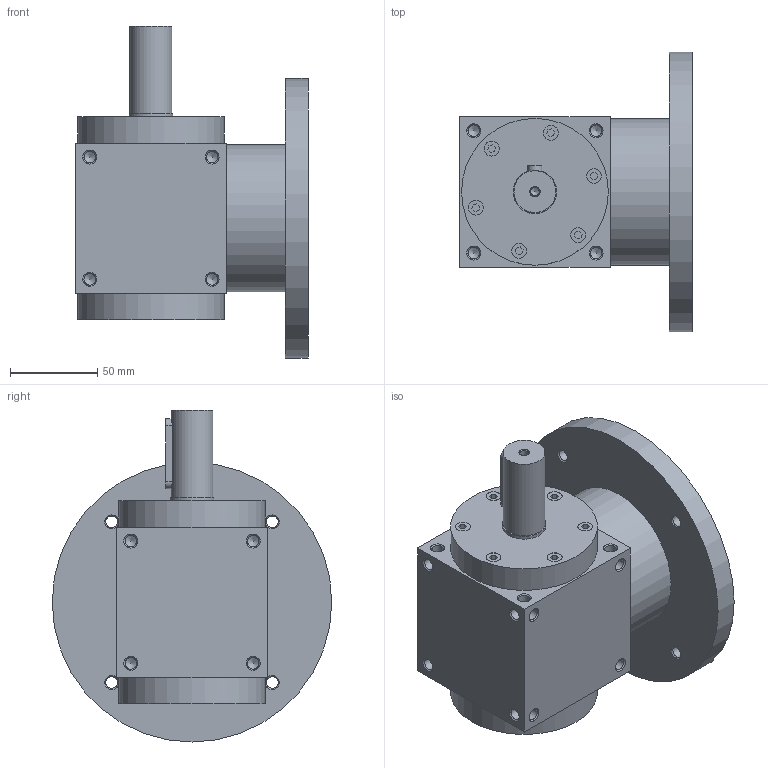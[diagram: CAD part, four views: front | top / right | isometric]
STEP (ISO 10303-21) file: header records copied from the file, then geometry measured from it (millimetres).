
FILE_DESCRIPTION( ( 'STEP AP214' ), '1' );
FILE_NAME( 'MRS86_MS9_R.1_1.5_71_B5.stp', '2018-08-15T11:02:12', ( '' ), ( '' ), ' ', 'PARTsolutions', ' ' );
FILE_SCHEMA( ( 'AUTOMOTIVE_DESIGN { 1 0 10303 214 1 1 1 1 }' ) );
Length unit declared in the file: millimetre
Products named in the file (4): MRS86_MS9_R.1/1.5_71/B5; _MRS8690-case; _MRX86_3-flange; _RS86-proshaft
Assembly tree (3 placements, depth 2):
  MRS86_MS9_R.1/1.5_71/B5
    _MRS8690-case
    _MRX86_3-flange
    _RS86-proshaft
Bounding box: 133 x 160 x 190 mm (x, y, z)
Volume: 1214689.4 mm3; surface area: 135186.6 mm2
Topology: 3 solids, 3 shells, 255 faces, 691 edges, 443 vertices
Faces by surface type: plane 120, cylinder 77, cone 58
Full cylindrical faces by diameter (mm): 4.917 x1, 6.647 x52, 8.5 x12, 24 x2, 25 x2, 84 x3, 110 x1, 160 x1
Entity records: 9004 total; most frequent: DIRECTION 1230, CARTESIAN_POINT 1196, ORIENTED_EDGE 962, AXIS2_PLACEMENT_3D 492, EDGE_CURVE 481, EDGE_LOOP 428, VERTEX_POINT 390, FACE_OUTER_BOUND 329
